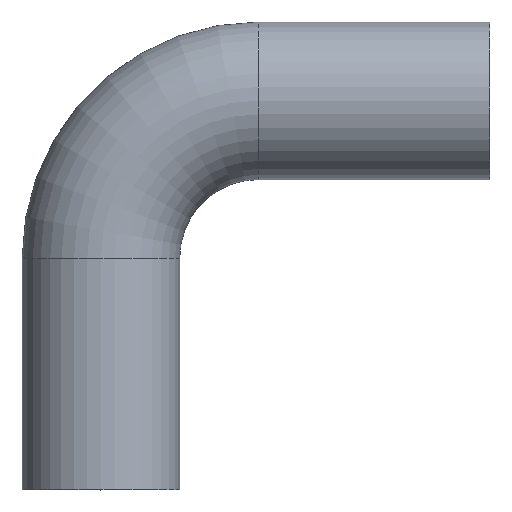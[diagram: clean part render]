
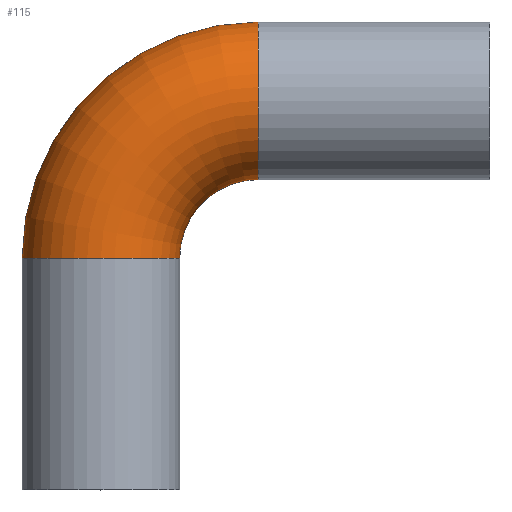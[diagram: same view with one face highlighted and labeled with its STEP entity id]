
A CAD part, top view. The second image highlights one B-rep face of the part: STEP entity #115.
In plain terms, the highlighted toroidal (fillet/blend) face has major radius 32 mm and minor radius 16 mm.
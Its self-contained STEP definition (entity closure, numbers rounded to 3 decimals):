
#105 = EDGE_CURVE( '', #177, #195, #241, .T. );
#115 = ADVANCED_FACE( '', ( #251 ), #252, .T. );
#117 = EDGE_CURVE( '', #163, #177, #254, .T. );
#163 = VERTEX_POINT( '', #307 );
#165 = VERTEX_POINT( '', #309 );
#177 = VERTEX_POINT( '', #325 );
#185 = EDGE_CURVE( '', #195, #165, #335, .T. );
#195 = VERTEX_POINT( '', #345 );
#199 = EDGE_CURVE( '', #163, #165, #349, .T. );
#241 = CIRCLE( '', #389, 16. );
#251 = FACE_OUTER_BOUND( '', #401, .T. );
#252 = TOROIDAL_SURFACE( '', #402, 32., 16. );
#254 = CIRCLE( '', #405, 48. );
#307 = CARTESIAN_POINT( '', ( 32., 95., 0. ) );
#309 = CARTESIAN_POINT( '', ( 32., 63., 0. ) );
#325 = CARTESIAN_POINT( '', ( -16., 47., 0. ) );
#335 = CIRCLE( '', #504, 16. );
#345 = CARTESIAN_POINT( '', ( 16., 47., 0. ) );
#349 = CIRCLE( '', #524, 16. );
#389 = AXIS2_PLACEMENT_3D( '', #557, #558, #559 );
#401 = EDGE_LOOP( '', ( #567, #568, #569, #570 ) );
#402 = AXIS2_PLACEMENT_3D( '', #571, #572, #573 );
#405 = AXIS2_PLACEMENT_3D( '', #574, #575, #576 );
#504 = AXIS2_PLACEMENT_3D( '', #696, #697, #698 );
#524 = AXIS2_PLACEMENT_3D( '', #704, #705, #706 );
#557 = CARTESIAN_POINT( '', ( 0., 47., 0. ) );
#558 = DIRECTION( '', ( 0., 1., 0. ) );
#559 = DIRECTION( '', ( 1., 0., 0. ) );
#567 = ORIENTED_EDGE( '', *, *, #117, .T. );
#568 = ORIENTED_EDGE( '', *, *, #105, .T. );
#569 = ORIENTED_EDGE( '', *, *, #185, .T. );
#570 = ORIENTED_EDGE( '', *, *, #199, .F. );
#571 = CARTESIAN_POINT( '', ( 32., 47., 0. ) );
#572 = DIRECTION( '', ( 0., 0., 1. ) );
#573 = DIRECTION( '', ( 1., 0., 0. ) );
#574 = CARTESIAN_POINT( '', ( 32., 47., 0. ) );
#575 = DIRECTION( '', ( 0., 0., 1. ) );
#576 = DIRECTION( '', ( 1., 0., 0. ) );
#696 = CARTESIAN_POINT( '', ( 32., 47., 0. ) );
#697 = DIRECTION( '', ( 0., 0., -1. ) );
#698 = DIRECTION( '', ( 1., 0., 0. ) );
#704 = CARTESIAN_POINT( '', ( 32., 79., 0. ) );
#705 = DIRECTION( '', ( 1., 0., 0. ) );
#706 = DIRECTION( '', ( 0., -1., 0. ) );
